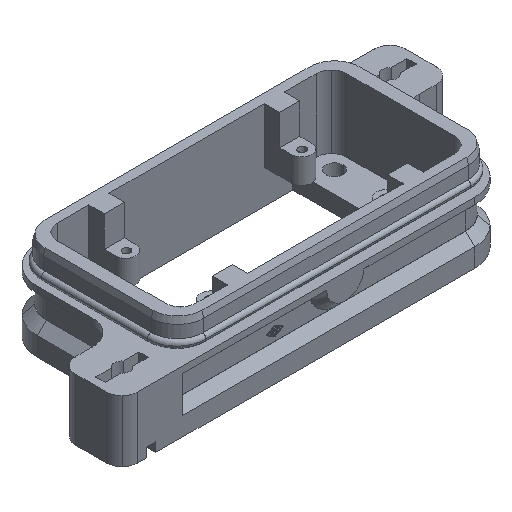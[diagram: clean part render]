
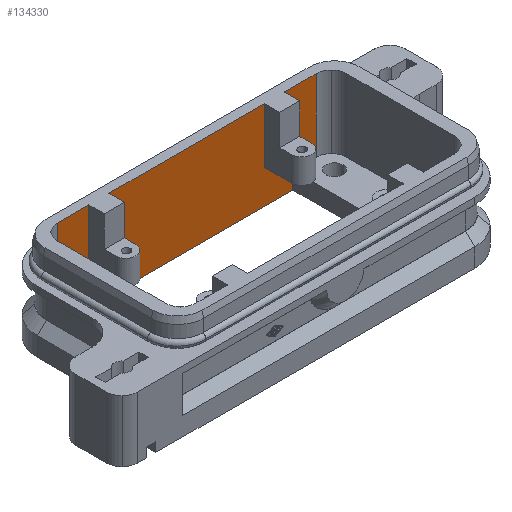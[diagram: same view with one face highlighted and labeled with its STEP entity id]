
A CAD part, isometric view. The second image highlights one B-rep face of the part: STEP entity #134330.
In plain terms, the highlighted planar face has unit normal (0, -1, 0).
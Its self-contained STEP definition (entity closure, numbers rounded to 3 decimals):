
#17010=CARTESIAN_POINT('',(-42.,22.5,29.));
#17020=VERTEX_POINT('',#17010);
#17070=CARTESIAN_POINT('',(-42.,22.5,5.5));
#17080=DIRECTION('',(0.,0.,1.));
#17090=VECTOR('',#17080,23.5);
#17100=LINE('',#17070,#17090);
#17110=CARTESIAN_POINT('',(-42.,22.5,5.5));
#17120=VERTEX_POINT('',#17110);
#17130=EDGE_CURVE('',#17120,#17020,#17100,.T.);
#100290=CARTESIAN_POINT('',(-31.75,22.5,11.));
#100300=DIRECTION('',(1.,0.,0.));
#100310=VECTOR('',#100300,6.5);
#100320=LINE('',#100290,#100310);
#100330=CARTESIAN_POINT('',(-31.75,22.5,11.));
#100340=VERTEX_POINT('',#100330);
#100350=CARTESIAN_POINT('',(-25.25,22.5,11.));
#100360=VERTEX_POINT('',#100350);
#100370=EDGE_CURVE('',#100340,#100360,#100320,.T.);
#100810=CARTESIAN_POINT('',(-31.75,22.5,11.));
#100820=DIRECTION('',(0.,0.,1.));
#100830=VECTOR('',#100820,18.);
#100840=LINE('',#100810,#100830);
#100850=CARTESIAN_POINT('',(-31.75,22.5,29.));
#100860=VERTEX_POINT('',#100850);
#100870=EDGE_CURVE('',#100340,#100860,#100840,.T.);
#102210=CARTESIAN_POINT('',(34.5,22.5,0.));
#102220=VERTEX_POINT('',#102210);
#102370=CARTESIAN_POINT('',(-34.5,22.5,0.));
#102380=VERTEX_POINT('',#102370);
#102410=CARTESIAN_POINT('',(-34.5,22.5,0.));
#102420=DIRECTION('',(1.,0.,0.));
#102430=VECTOR('',#102420,69.);
#102440=LINE('',#102410,#102430);
#102450=EDGE_CURVE('',#102380,#102220,#102440,.T.);
#103170=CARTESIAN_POINT('',(-42.,22.5,5.5));
#103180=DIRECTION('',(1.,0.,0.));
#103190=VECTOR('',#103180,7.5);
#103200=LINE('',#103170,#103190);
#103210=CARTESIAN_POINT('',(-34.5,22.5,5.5));
#103220=VERTEX_POINT('',#103210);
#103230=EDGE_CURVE('',#17120,#103220,#103200,.T.);
#103910=CARTESIAN_POINT('',(-34.5,22.5,5.5));
#103920=DIRECTION('',(0.,0.,-1.));
#103930=VECTOR('',#103920,5.5);
#103940=LINE('',#103910,#103930);
#103950=EDGE_CURVE('',#103220,#102380,#103940,.T.);
#107560=CARTESIAN_POINT('',(-31.75,22.5,29.));
#107570=DIRECTION('',(-1.,0.,0.));
#107580=VECTOR('',#107570,10.25);
#107590=LINE('',#107560,#107580);
#107600=EDGE_CURVE('',#100860,#17020,#107590,.T.);
#108410=CARTESIAN_POINT('',(42.,22.5,29.));
#108420=VERTEX_POINT('',#108410);
#108450=CARTESIAN_POINT('',(42.,22.5,29.));
#108460=DIRECTION('',(-1.,0.,0.));
#108470=VECTOR('',#108460,10.25);
#108480=LINE('',#108450,#108470);
#108490=CARTESIAN_POINT('',(31.75,22.5,29.));
#108500=VERTEX_POINT('',#108490);
#108510=EDGE_CURVE('',#108420,#108500,#108480,.T.);
#108730=CARTESIAN_POINT('',(25.25,22.5,29.));
#108740=VERTEX_POINT('',#108730);
#108770=CARTESIAN_POINT('',(25.25,22.5,29.));
#108780=DIRECTION('',(-1.,0.,0.));
#108790=VECTOR('',#108780,50.5);
#108800=LINE('',#108770,#108790);
#108810=CARTESIAN_POINT('',(-25.25,22.5,29.));
#108820=VERTEX_POINT('',#108810);
#108830=EDGE_CURVE('',#108740,#108820,#108800,.T.);
#111090=CARTESIAN_POINT('',(-25.25,22.5,11.));
#111100=DIRECTION('',(0.,0.,1.));
#111110=VECTOR('',#111100,18.);
#111120=LINE('',#111090,#111110);
#111130=EDGE_CURVE('',#100360,#108820,#111120,.T.);
#131330=CARTESIAN_POINT('',(25.25,22.5,11.));
#131340=DIRECTION('',(1.,0.,0.));
#131350=VECTOR('',#131340,6.5);
#131360=LINE('',#131330,#131350);
#131370=CARTESIAN_POINT('',(25.25,22.5,11.));
#131380=VERTEX_POINT('',#131370);
#131390=CARTESIAN_POINT('',(31.75,22.5,11.));
#131400=VERTEX_POINT('',#131390);
#131410=EDGE_CURVE('',#131380,#131400,#131360,.T.);
#132680=CARTESIAN_POINT('',(25.25,22.5,11.));
#132690=DIRECTION('',(0.,0.,1.));
#132700=VECTOR('',#132690,18.);
#132710=LINE('',#132680,#132700);
#132720=EDGE_CURVE('',#131380,#108740,#132710,.T.);
#133190=CARTESIAN_POINT('',(34.5,22.5,5.5));
#133200=VERTEX_POINT('',#133190);
#133230=CARTESIAN_POINT('',(34.5,22.5,5.5));
#133240=DIRECTION('',(1.,0.,0.));
#133250=VECTOR('',#133240,7.5);
#133260=LINE('',#133230,#133250);
#133270=CARTESIAN_POINT('',(42.,22.5,5.5));
#133280=VERTEX_POINT('',#133270);
#133290=EDGE_CURVE('',#133200,#133280,#133260,.T.);
#133830=CARTESIAN_POINT('',(34.5,22.5,0.));
#133840=DIRECTION('',(0.,0.,1.));
#133850=VECTOR('',#133840,5.5);
#133860=LINE('',#133830,#133850);
#133870=EDGE_CURVE('',#102220,#133200,#133860,.T.);
#134000=CARTESIAN_POINT('',(25.25,22.5,0.));
#134010=DIRECTION('',(0.,-1.,0.));
#134020=DIRECTION('',(0.,0.,-1.));
#134030=AXIS2_PLACEMENT_3D('',#134000,#134010,#134020);
#134040=PLANE('',#134030);
#134050=ORIENTED_EDGE('',*,*,#103950,.T.);
#134060=ORIENTED_EDGE('',*,*,#103230,.T.);
#134070=ORIENTED_EDGE('',*,*,#17130,.F.);
#134080=ORIENTED_EDGE('',*,*,#107600,.T.);
#134090=ORIENTED_EDGE('',*,*,#100870,.T.);
#134100=ORIENTED_EDGE('',*,*,#100370,.F.);
#134110=ORIENTED_EDGE('',*,*,#111130,.F.);
#134120=ORIENTED_EDGE('',*,*,#108830,.T.);
#134130=ORIENTED_EDGE('',*,*,#132720,.T.);
#134140=ORIENTED_EDGE('',*,*,#131410,.F.);
#134150=CARTESIAN_POINT('',(31.75,22.5,11.));
#134160=DIRECTION('',(0.,0.,1.));
#134170=VECTOR('',#134160,18.);
#134180=LINE('',#134150,#134170);
#134190=EDGE_CURVE('',#131400,#108500,#134180,.T.);
#134200=ORIENTED_EDGE('',*,*,#134190,.F.);
#134210=ORIENTED_EDGE('',*,*,#108510,.T.);
#134220=CARTESIAN_POINT('',(42.,22.5,29.));
#134230=DIRECTION('',(0.,0.,-1.));
#134240=VECTOR('',#134230,23.5);
#134250=LINE('',#134220,#134240);
#134260=EDGE_CURVE('',#108420,#133280,#134250,.T.);
#134270=ORIENTED_EDGE('',*,*,#134260,.F.);
#134280=ORIENTED_EDGE('',*,*,#133290,.T.);
#134290=ORIENTED_EDGE('',*,*,#133870,.T.);
#134300=ORIENTED_EDGE('',*,*,#102450,.T.);
#134310=EDGE_LOOP('',(#134300,#134290,#134280,#134270,#134210,#134200,
#134140,#134130,#134120,#134110,#134100,#134090,#134080,#134070,#134060,
#134050));
#134320=FACE_OUTER_BOUND('',#134310,.T.);
#134330=ADVANCED_FACE('',(#134320),#134040,.T.);
